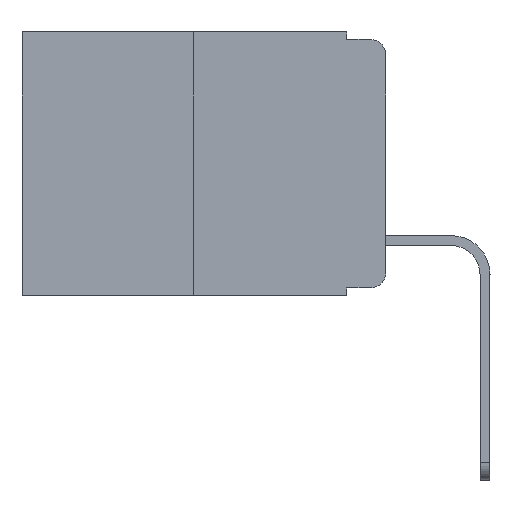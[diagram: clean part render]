
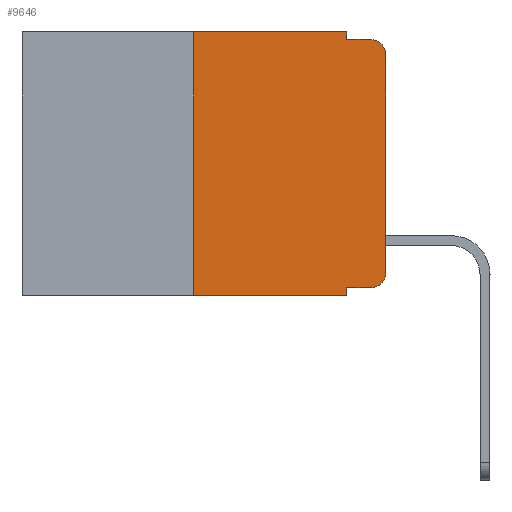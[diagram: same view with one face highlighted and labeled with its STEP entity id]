
A CAD part, left-side view. The second image highlights one B-rep face of the part: STEP entity #9646.
In plain terms, the highlighted planar face has unit normal (-1, 0, 0).
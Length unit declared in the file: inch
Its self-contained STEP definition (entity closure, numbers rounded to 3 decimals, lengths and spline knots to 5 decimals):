
#104 = ORIENTED_EDGE ( 'NONE', *, *, #10198, .T. ) ;
#288 = EDGE_CURVE ( 'NONE', #10563, #13187, #12261, .T. ) ;
#341 = CARTESIAN_POINT ( 'NONE',  ( 0., 0.051, -0.343 ) ) ;
#686 = EDGE_CURVE ( 'NONE', #11356, #6809, #6398, .T. ) ;
#865 = ORIENTED_EDGE ( 'NONE', *, *, #288, .F. ) ;
#994 = LINE ( 'NONE', #3469, #9014 ) ;
#1248 = VECTOR ( 'NONE', #11205, 39.37008 ) ;
#1586 = AXIS2_PLACEMENT_3D ( 'NONE', #3221, #11997, #5528 ) ;
#1601 = FACE_OUTER_BOUND ( 'NONE', #6175, .T. ) ;
#2067 = DIRECTION ( 'NONE',  ( 0., -1., 0. ) ) ;
#2402 = LINE ( 'NONE', #9101, #9245 ) ;
#2548 = AXIS2_PLACEMENT_3D ( 'NONE', #5597, #3351, #5637 ) ;
#2606 = VECTOR ( 'NONE', #2067, 39.37008 ) ;
#2661 = CARTESIAN_POINT ( 'NONE',  ( 0., 0.02, -0.01 ) ) ;
#2704 = EDGE_CURVE ( 'NONE', #5710, #6354, #4829, .T. ) ;
#3039 = EDGE_CURVE ( 'NONE', #13187, #12125, #3089, .T. ) ;
#3089 = LINE ( 'NONE', #12910, #8731 ) ;
#3104 = ORIENTED_EDGE ( 'NONE', *, *, #5379, .F. ) ;
#3221 = CARTESIAN_POINT ( 'NONE',  ( 0., 0.02, -0.313 ) ) ;
#3351 = DIRECTION ( 'NONE',  ( -1., 0., 0. ) ) ;
#3469 = CARTESIAN_POINT ( 'NONE',  ( 0., 0.051, -0.01 ) ) ;
#3562 = CARTESIAN_POINT ( 'NONE',  ( 0., 0.473, 0. ) ) ;
#4133 = VERTEX_POINT ( 'NONE', #2661 ) ;
#4408 = ORIENTED_EDGE ( 'NONE', *, *, #12064, .T. ) ;
#4488 = ORIENTED_EDGE ( 'NONE', *, *, #12437, .T. ) ;
#4517 = CARTESIAN_POINT ( 'NONE',  ( 0., 0.051, -0.333 ) ) ;
#4829 = LINE ( 'NONE', #7501, #2606 ) ;
#4873 = ORIENTED_EDGE ( 'NONE', *, *, #3039, .F. ) ;
#5379 = EDGE_CURVE ( 'NONE', #6283, #6354, #9760, .T. ) ;
#5445 = CARTESIAN_POINT ( 'NONE',  ( 0., 0.051, -0.333 ) ) ;
#5528 = DIRECTION ( 'NONE',  ( 0., 0., -1. ) ) ;
#5582 = CARTESIAN_POINT ( 'NONE',  ( 0., 0.473, 0. ) ) ;
#5597 = CARTESIAN_POINT ( 'NONE',  ( 0., 0.02, -0.03 ) ) ;
#5611 = DIRECTION ( 'NONE',  ( 0., -1., 0. ) ) ;
#5637 = DIRECTION ( 'NONE',  ( 0., 0., -1. ) ) ;
#5659 = CARTESIAN_POINT ( 'NONE',  ( 0., 0.25, 0. ) ) ;
#5710 = VERTEX_POINT ( 'NONE', #9989 ) ;
#6175 = EDGE_LOOP ( 'NONE', ( #12480, #104, #12602, #4873, #865, #6477, #10797, #3104, #4408, #4488 ) ) ;
#6283 = VERTEX_POINT ( 'NONE', #5445 ) ;
#6354 = VERTEX_POINT ( 'NONE', #341 ) ;
#6398 = LINE ( 'NONE', #11695, #12192 ) ;
#6477 = ORIENTED_EDGE ( 'NONE', *, *, #10737, .F. ) ;
#6802 = LINE ( 'NONE', #4517, #9534 ) ;
#6809 = VERTEX_POINT ( 'NONE', #10081 ) ;
#6814 = VECTOR ( 'NONE', #5611, 39.37008 ) ;
#6863 = DIRECTION ( 'NONE',  ( 0., 0., -1. ) ) ;
#6870 = EDGE_CURVE ( 'NONE', #12125, #4133, #994, .T. ) ;
#6952 = AXIS2_PLACEMENT_3D ( 'NONE', #5582, #10090, #6863 ) ;
#7501 = CARTESIAN_POINT ( 'NONE',  ( 0., 0.473, -0.343 ) ) ;
#7774 = CARTESIAN_POINT ( 'NONE',  ( 0., 0.02, -0.333 ) ) ;
#7944 = CARTESIAN_POINT ( 'NONE',  ( 0., 0.051, 0. ) ) ;
#8731 = VECTOR ( 'NONE', #13590, 39.37008 ) ;
#8802 = DIRECTION ( 'NONE',  ( 0., -1., 0. ) ) ;
#9014 = VECTOR ( 'NONE', #12227, 39.37008 ) ;
#9101 = CARTESIAN_POINT ( 'NONE',  ( 0., 0.25, 0. ) ) ;
#9245 = VECTOR ( 'NONE', #12411, 39.37008 ) ;
#9433 = CIRCLE ( 'NONE', #2548, 0.02 ) ;
#9534 = VECTOR ( 'NONE', #8802, 39.37008 ) ;
#9646 = ADVANCED_FACE ( 'NONE', ( #1601 ), #10005, .F. ) ;
#9760 = LINE ( 'NONE', #7944, #1248 ) ;
#9989 = CARTESIAN_POINT ( 'NONE',  ( 0., 0.25, -0.343 ) ) ;
#10005 = PLANE ( 'NONE',  #6952 ) ;
#10081 = CARTESIAN_POINT ( 'NONE',  ( 0., 0., -0.03 ) ) ;
#10090 = DIRECTION ( 'NONE',  ( 1., 0., 0. ) ) ;
#10198 = EDGE_CURVE ( 'NONE', #6809, #4133, #9433, .T. ) ;
#10563 = VERTEX_POINT ( 'NONE', #5659 ) ;
#10737 = EDGE_CURVE ( 'NONE', #5710, #10563, #2402, .T. ) ;
#10797 = ORIENTED_EDGE ( 'NONE', *, *, #2704, .T. ) ;
#10973 = CARTESIAN_POINT ( 'NONE',  ( 0., 0.051, -0.01 ) ) ;
#11089 = CARTESIAN_POINT ( 'NONE',  ( 0., 0.051, 0. ) ) ;
#11205 = DIRECTION ( 'NONE',  ( 0., 0., -1. ) ) ;
#11356 = VERTEX_POINT ( 'NONE', #14046 ) ;
#11446 = VERTEX_POINT ( 'NONE', #7774 ) ;
#11695 = CARTESIAN_POINT ( 'NONE',  ( 0., 0., 0. ) ) ;
#11997 = DIRECTION ( 'NONE',  ( -1., 0., 0. ) ) ;
#12064 = EDGE_CURVE ( 'NONE', #6283, #11446, #6802, .T. ) ;
#12125 = VERTEX_POINT ( 'NONE', #10973 ) ;
#12192 = VECTOR ( 'NONE', #12776, 39.37008 ) ;
#12227 = DIRECTION ( 'NONE',  ( 0., -1., 0. ) ) ;
#12261 = LINE ( 'NONE', #3562, #6814 ) ;
#12411 = DIRECTION ( 'NONE',  ( 0., 0., 1. ) ) ;
#12437 = EDGE_CURVE ( 'NONE', #11446, #11356, #13257, .T. ) ;
#12480 = ORIENTED_EDGE ( 'NONE', *, *, #686, .T. ) ;
#12602 = ORIENTED_EDGE ( 'NONE', *, *, #6870, .F. ) ;
#12776 = DIRECTION ( 'NONE',  ( 0., 0., 1. ) ) ;
#12910 = CARTESIAN_POINT ( 'NONE',  ( 0., 0.051, 0. ) ) ;
#13187 = VERTEX_POINT ( 'NONE', #11089 ) ;
#13257 = CIRCLE ( 'NONE', #1586, 0.02 ) ;
#13590 = DIRECTION ( 'NONE',  ( 0., 0., -1. ) ) ;
#14046 = CARTESIAN_POINT ( 'NONE',  ( 0., 0., -0.313 ) ) ;
